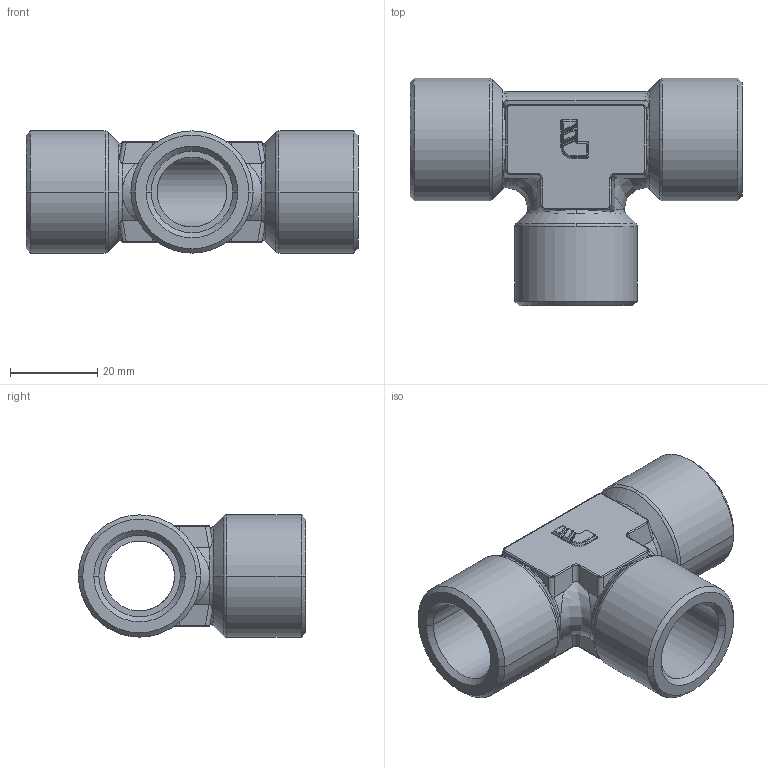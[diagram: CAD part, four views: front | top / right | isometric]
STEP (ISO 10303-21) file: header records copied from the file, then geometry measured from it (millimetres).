
FILE_DESCRIPTION(('STEP AP214'),'1');
FILE_NAME('0145_21_21.stp','2016-07-07T14:22:42',('TraceParts'),('TraceParts S.A.'),'Spatial InterOp 3D',' ',' ');
FILE_SCHEMA(('automotive_design'));
Length unit declared in the file: millimetre
Products named in the file (1): 0145-21-21
Bounding box: 76 x 52 x 28 mm (x, y, z)
Volume: 30569.6 mm3; surface area: 15338.3 mm2
Topology: 1 solids, 1 shells, 221 faces, 526 edges, 312 vertices
Faces by surface type: cylinder 100, plane 41, bspline 35, cone 20, torus 16, sphere 9
Entity records: 11498 total; most frequent: CARTESIAN_POINT 4843, ORIENTED_EDGE 1052, DIRECTION 986, EDGE_CURVE 526, AXIS2_PLACEMENT_3D 396, VERTEX_POINT 312, EDGE_LOOP 230, STYLED_ITEM 222
